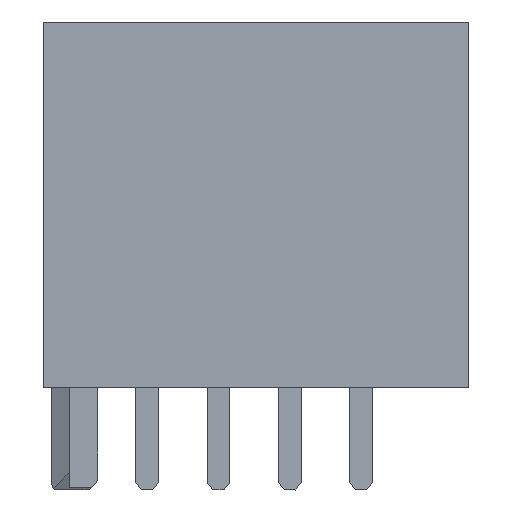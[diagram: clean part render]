
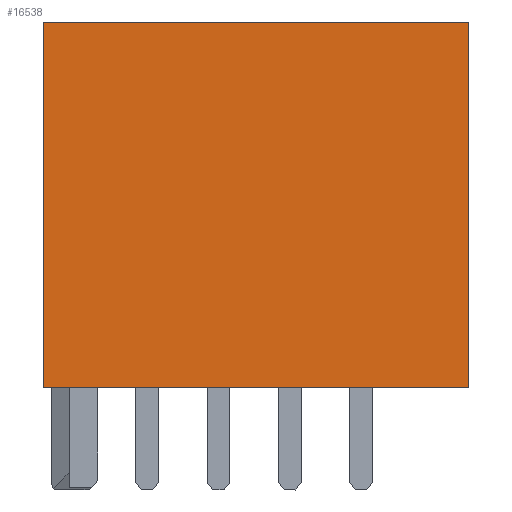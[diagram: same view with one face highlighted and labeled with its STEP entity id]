
A CAD part, left-side view. The second image highlights one B-rep face of the part: STEP entity #16538.
In plain terms, the highlighted face is planar.
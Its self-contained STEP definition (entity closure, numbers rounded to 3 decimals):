
#1588=ORIENTED_EDGE('',*,*,#6266,.F.);
#1589=ORIENTED_EDGE('',*,*,#5891,.F.);
#1590=ORIENTED_EDGE('',*,*,#6267,.F.);
#1591=ORIENTED_EDGE('',*,*,#6268,.F.);
#5891=EDGE_CURVE('',#8269,#8270,#9908,.T.);
#6266=EDGE_CURVE('',#8270,#8530,#10283,.T.);
#6267=EDGE_CURVE('',#8531,#8269,#10284,.T.);
#6268=EDGE_CURVE('',#8530,#8531,#10285,.T.);
#8269=VERTEX_POINT('',#24011);
#8270=VERTEX_POINT('',#24013);
#8530=VERTEX_POINT('',#24693);
#8531=VERTEX_POINT('',#24695);
#9908=LINE('',#24012,#12272);
#10283=LINE('',#24692,#12647);
#10284=LINE('',#24694,#12648);
#10285=LINE('',#24696,#12649);
#12272=VECTOR('',#19162,1000.);
#12647=VECTOR('',#19627,1000.);
#12648=VECTOR('',#19628,1000.);
#12649=VECTOR('',#19629,1000.);
#14023=EDGE_LOOP('',(#1588,#1589,#1590,#1591));
#14900=FACE_BOUND('',#14023,.T.);
#15748=PLANE('',#17420);
#16538=ADVANCED_FACE('',(#14900),#15748,.F.);
#17420=AXIS2_PLACEMENT_3D('',#24691,#19625,#19626);
#19162=DIRECTION('',(1.,0.,0.));
#19625=DIRECTION('',(0.,1.,0.));
#19626=DIRECTION('',(0.,0.,1.));
#19627=DIRECTION('',(0.,0.,-1.));
#19628=DIRECTION('',(0.,0.,1.));
#19629=DIRECTION('',(-1.,0.,0.));
#24011=CARTESIAN_POINT('',(-7.45,0.,6.4));
#24012=CARTESIAN_POINT('',(-7.45,0.,6.4));
#24013=CARTESIAN_POINT('',(7.45,0.,6.4));
#24691=CARTESIAN_POINT('',(0.,0.,0.));
#24692=CARTESIAN_POINT('',(7.45,0.,6.4));
#24693=CARTESIAN_POINT('',(7.45,0.,-6.4));
#24694=CARTESIAN_POINT('',(-7.45,0.,-6.4));
#24695=CARTESIAN_POINT('',(-7.45,0.,-6.4));
#24696=CARTESIAN_POINT('',(7.45,0.,-6.4));
